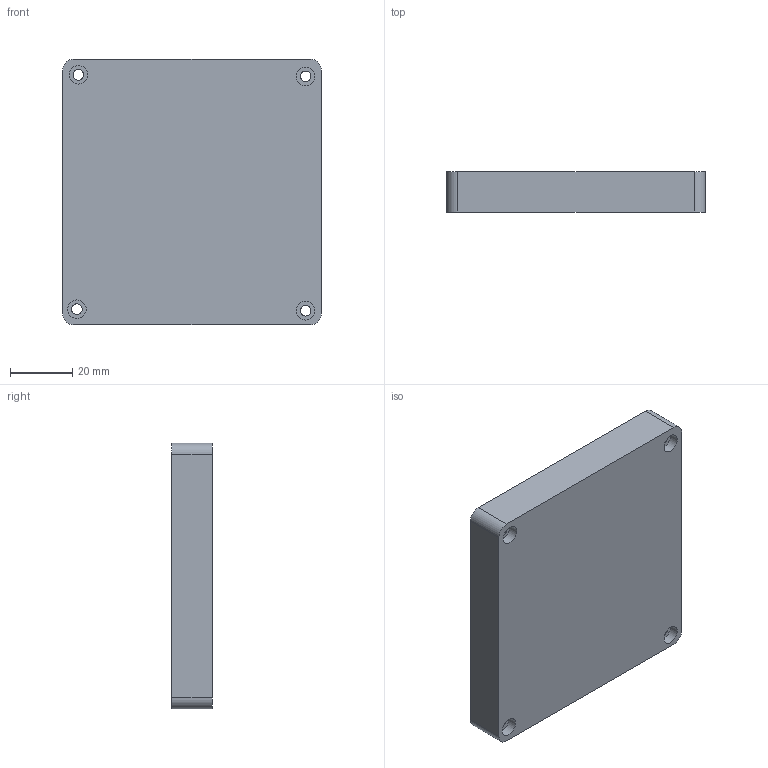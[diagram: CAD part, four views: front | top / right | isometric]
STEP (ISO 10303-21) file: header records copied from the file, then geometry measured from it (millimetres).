
FILE_DESCRIPTION(/* description */ (''),/* implementation_level */ '2;1');
FILE_NAME(/* name */ 'Macropad_Case_AIO.step',/* time_stamp */ '2025-12-26T16:01:25+01:00',/* author */ (''),/* organization */ (''),/* preprocessor_version */ 'ST-DEVELOPER v20.1',/* originating_system */ 'Autodesk Translation Framework v14.21.0.0',/* authorisation */ '');
FILE_SCHEMA (('AUTOMOTIVE_DESIGN { 1 0 10303 214 3 1 1 }'));
Length unit declared in the file: millimetre
Products named in the file (2): Janns Macropad; Janns Macropad_1
Assembly tree (1 placements, depth 2):
  Janns Macropad
    Janns Macropad_1
Bounding box: 83 x 13 x 85.3 mm (x, y, z)
Volume: 46582.9 mm3; surface area: 21582.5 mm2
Topology: 1 solids, 1 shells, 34 faces, 84 edges, 56 vertices
Faces by surface type: plane 22, cylinder 12
Full cylindrical faces by diameter (mm): 3.4 x4, 6 x4
Entity records: 1081 total; most frequent: DIRECTION 182, CARTESIAN_POINT 177, ORIENTED_EDGE 168, EDGE_CURVE 84, AXIS2_PLACEMENT_3D 61, LINE 60, VECTOR 60, VERTEX_POINT 56
